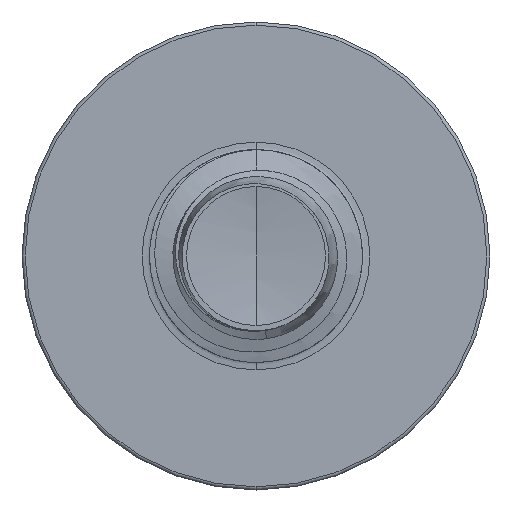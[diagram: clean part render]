
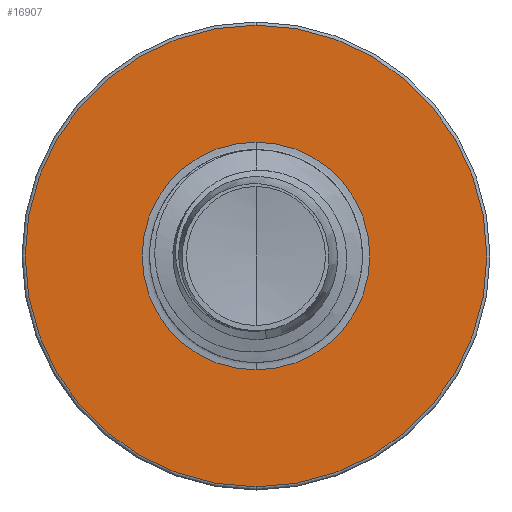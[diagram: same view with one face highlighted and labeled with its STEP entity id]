
A CAD part, front view. The second image highlights one B-rep face of the part: STEP entity #16907.
In plain terms, the highlighted planar face has unit normal (0, -1, 0).
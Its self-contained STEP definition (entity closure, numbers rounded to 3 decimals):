
#752 = DIRECTION ( 'NONE',  ( 0., 0., 1. ) ) ;
#1449 = AXIS2_PLACEMENT_3D ( 'NONE', #10530, #29512, #13272 ) ;
#1593 = DIRECTION ( 'NONE',  ( 0., 0., 1. ) ) ;
#3041 = EDGE_CURVE ( 'NONE', #15237, #25016, #9632, .T. ) ;
#4853 = EDGE_CURVE ( 'NONE', #34540, #16373, #10043, .T. ) ;
#5148 = DIRECTION ( 'NONE',  ( 0., 0., 1. ) ) ;
#6383 = CIRCLE ( 'NONE', #18269, 2.677 ) ;
#6514 = CIRCLE ( 'NONE', #1449, 5.425 ) ;
#6867 = ORIENTED_EDGE ( 'NONE', *, *, #32515, .T. ) ;
#7053 = CARTESIAN_POINT ( 'NONE',  ( 0., 15., -2.677 ) ) ;
#7766 = PLANE ( 'NONE',  #14292 ) ;
#9632 = CIRCLE ( 'NONE', #13276, 5.425 ) ;
#9850 = ORIENTED_EDGE ( 'NONE', *, *, #16850, .F. ) ;
#10043 = CIRCLE ( 'NONE', #27188, 2.677 ) ;
#10530 = CARTESIAN_POINT ( 'NONE',  ( 0., 15., 0. ) ) ;
#13272 = DIRECTION ( 'NONE',  ( 0., 0., 1. ) ) ;
#13276 = AXIS2_PLACEMENT_3D ( 'NONE', #13623, #32549, #16362 ) ;
#13302 = ORIENTED_EDGE ( 'NONE', *, *, #4853, .T. ) ;
#13623 = CARTESIAN_POINT ( 'NONE',  ( 0., 15., 0. ) ) ;
#14292 = AXIS2_PLACEMENT_3D ( 'NONE', #16016, #21500, #5148 ) ;
#15237 = VERTEX_POINT ( 'NONE', #21144 ) ;
#16001 = EDGE_LOOP ( 'NONE', ( #9850, #32352 ) ) ;
#16016 = CARTESIAN_POINT ( 'NONE',  ( 0., 15., -2.677 ) ) ;
#16362 = DIRECTION ( 'NONE',  ( 0., 0., 1. ) ) ;
#16373 = VERTEX_POINT ( 'NONE', #7053 ) ;
#16850 = EDGE_CURVE ( 'NONE', #25016, #15237, #6514, .T. ) ;
#16907 = ADVANCED_FACE ( 'NONE', ( #27416, #34494 ), #7766, .F. ) ;
#17098 = DIRECTION ( 'NONE',  ( 0., 1., 0. ) ) ;
#17935 = DIRECTION ( 'NONE',  ( 0., 1., 0. ) ) ;
#18269 = AXIS2_PLACEMENT_3D ( 'NONE', #33273, #17098, #752 ) ;
#21144 = CARTESIAN_POINT ( 'NONE',  ( 0., 15., -5.425 ) ) ;
#21500 = DIRECTION ( 'NONE',  ( 0., 1., 0. ) ) ;
#21916 = EDGE_LOOP ( 'NONE', ( #13302, #6867 ) ) ;
#25016 = VERTEX_POINT ( 'NONE', #30612 ) ;
#26664 = CARTESIAN_POINT ( 'NONE',  ( 0., 15., 2.677 ) ) ;
#27188 = AXIS2_PLACEMENT_3D ( 'NONE', #34098, #17935, #1593 ) ;
#27416 = FACE_OUTER_BOUND ( 'NONE', #16001, .T. ) ;
#29512 = DIRECTION ( 'NONE',  ( 0., 1., 0. ) ) ;
#30612 = CARTESIAN_POINT ( 'NONE',  ( 0., 15., 5.425 ) ) ;
#32352 = ORIENTED_EDGE ( 'NONE', *, *, #3041, .F. ) ;
#32515 = EDGE_CURVE ( 'NONE', #16373, #34540, #6383, .T. ) ;
#32549 = DIRECTION ( 'NONE',  ( 0., 1., 0. ) ) ;
#33273 = CARTESIAN_POINT ( 'NONE',  ( 0., 15., 0. ) ) ;
#34098 = CARTESIAN_POINT ( 'NONE',  ( 0., 15., 0. ) ) ;
#34494 = FACE_BOUND ( 'NONE', #21916, .T. ) ;
#34540 = VERTEX_POINT ( 'NONE', #26664 ) ;
